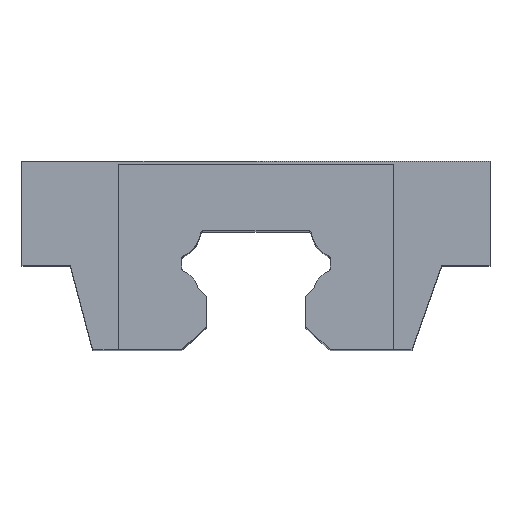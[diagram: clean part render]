
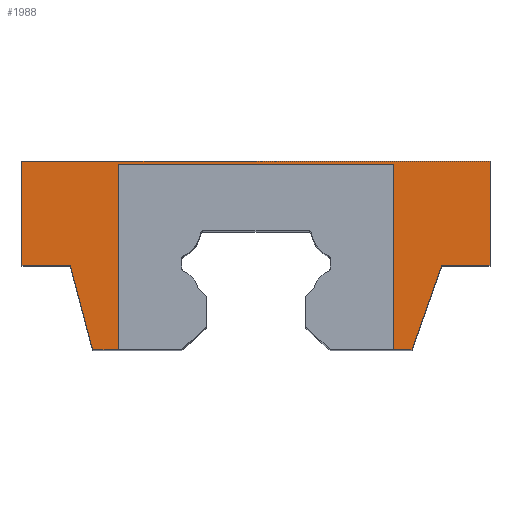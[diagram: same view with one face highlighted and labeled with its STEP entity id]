
A CAD part, top view. The second image highlights one B-rep face of the part: STEP entity #1988.
In plain terms, the highlighted planar face has unit normal (0, 0, 1).
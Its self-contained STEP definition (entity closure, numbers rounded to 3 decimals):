
#1 = EDGE_CURVE ( 'NONE', #1032, #1598, #206, .T. ) ;
#31 = CARTESIAN_POINT ( 'NONE',  ( 0., 4.6, 39.3 ) ) ;
#33 = ORIENTED_EDGE ( 'NONE', *, *, #1290, .F. ) ;
#72 = LINE ( 'NONE', #1778, #1110 ) ;
#94 = DIRECTION ( 'NONE',  ( 1., 0., 0. ) ) ;
#103 = CARTESIAN_POINT ( 'NONE',  ( 17.261, -6.056, 39.3 ) ) ;
#154 = EDGE_CURVE ( 'NONE', #359, #1011, #660, .T. ) ;
#155 = EDGE_CURVE ( 'NONE', #1598, #943, #505, .T. ) ;
#161 = VERTEX_POINT ( 'NONE', #1970 ) ;
#196 = CARTESIAN_POINT ( 'NONE',  ( 0., 4.6, 39.3 ) ) ;
#206 = LINE ( 'NONE', #1274, #213 ) ;
#213 = VECTOR ( 'NONE', #1582, 1000. ) ;
#234 = ORIENTED_EDGE ( 'NONE', *, *, #1550, .F. ) ;
#265 = LINE ( 'NONE', #196, #318 ) ;
#276 = CARTESIAN_POINT ( 'NONE',  ( 0., 16., 39.3 ) ) ;
#289 = VECTOR ( 'NONE', #94, 1000. ) ;
#302 = VECTOR ( 'NONE', #963, 1000. ) ;
#313 = CARTESIAN_POINT ( 'NONE',  ( -18.5, 29.5, 39.3 ) ) ;
#318 = VECTOR ( 'NONE', #507, 1000. ) ;
#336 = CARTESIAN_POINT ( 'NONE',  ( 18.5, 4.6, 39.3 ) ) ;
#354 = LINE ( 'NONE', #1157, #898 ) ;
#359 = VERTEX_POINT ( 'NONE', #313 ) ;
#414 = FACE_OUTER_BOUND ( 'NONE', #699, .T. ) ;
#456 = EDGE_CURVE ( 'NONE', #1021, #558, #1429, .T. ) ;
#471 = VECTOR ( 'NONE', #1208, 1000. ) ;
#489 = CARTESIAN_POINT ( 'NONE',  ( 31.5, 16., 39.3 ) ) ;
#505 = LINE ( 'NONE', #276, #471 ) ;
#507 = DIRECTION ( 'NONE',  ( -1., 0., 0. ) ) ;
#542 = VECTOR ( 'NONE', #1957, 1000. ) ;
#558 = VERTEX_POINT ( 'NONE', #1817 ) ;
#559 = CARTESIAN_POINT ( 'NONE',  ( -31.5, 0., 39.3 ) ) ;
#603 = VECTOR ( 'NONE', #1660, 1000. ) ;
#660 = LINE ( 'NONE', #1895, #1684 ) ;
#699 = EDGE_LOOP ( 'NONE', ( #33, #234, #751, #1122, #1617, #1285, #707, #813, #1009, #1057, #1941, #1796 ) ) ;
#707 = ORIENTED_EDGE ( 'NONE', *, *, #1883, .F. ) ;
#751 = ORIENTED_EDGE ( 'NONE', *, *, #456, .T. ) ;
#775 = CARTESIAN_POINT ( 'NONE',  ( -31.5, 30., 39.3 ) ) ;
#813 = ORIENTED_EDGE ( 'NONE', *, *, #1731, .T. ) ;
#858 = LINE ( 'NONE', #869, #1958 ) ;
#869 = CARTESIAN_POINT ( 'NONE',  ( -19.443, -5.117, 39.3 ) ) ;
#871 = CARTESIAN_POINT ( 'NONE',  ( 18.5, 29.5, 39.3 ) ) ;
#885 = LINE ( 'NONE', #559, #542 ) ;
#898 = VECTOR ( 'NONE', #1614, 1000. ) ;
#943 = VERTEX_POINT ( 'NONE', #1672 ) ;
#960 = VERTEX_POINT ( 'NONE', #1072 ) ;
#963 = DIRECTION ( 'NONE',  ( 0., 1., 0. ) ) ;
#1007 = CARTESIAN_POINT ( 'NONE',  ( 0., 30., 39.3 ) ) ;
#1009 = ORIENTED_EDGE ( 'NONE', *, *, #1199, .T. ) ;
#1011 = VERTEX_POINT ( 'NONE', #1392 ) ;
#1017 = DIRECTION ( 'NONE',  ( 1., 0., 0. ) ) ;
#1021 = VERTEX_POINT ( 'NONE', #1367 ) ;
#1032 = VERTEX_POINT ( 'NONE', #2015 ) ;
#1057 = ORIENTED_EDGE ( 'NONE', *, *, #1270, .T. ) ;
#1072 = CARTESIAN_POINT ( 'NONE',  ( -22., 4.6, 39.3 ) ) ;
#1110 = VECTOR ( 'NONE', #1457, 1000. ) ;
#1122 = ORIENTED_EDGE ( 'NONE', *, *, #1434, .T. ) ;
#1157 = CARTESIAN_POINT ( 'NONE',  ( -18.5, 29.5, 39.3 ) ) ;
#1199 = EDGE_CURVE ( 'NONE', #161, #1475, #72, .T. ) ;
#1208 = DIRECTION ( 'NONE',  ( -1., 0., 0. ) ) ;
#1270 = EDGE_CURVE ( 'NONE', #1475, #960, #858, .T. ) ;
#1274 = CARTESIAN_POINT ( 'NONE',  ( 31.5, 0., 39.3 ) ) ;
#1282 = DIRECTION ( 'NONE',  ( 1., 0., 0. ) ) ;
#1285 = ORIENTED_EDGE ( 'NONE', *, *, #1, .F. ) ;
#1290 = EDGE_CURVE ( 'NONE', #1844, #359, #354, .T. ) ;
#1367 = CARTESIAN_POINT ( 'NONE',  ( 18.5, 4.6, 39.3 ) ) ;
#1392 = CARTESIAN_POINT ( 'NONE',  ( -18.5, 4.6, 39.3 ) ) ;
#1429 = LINE ( 'NONE', #31, #1529 ) ;
#1434 = EDGE_CURVE ( 'NONE', #558, #943, #1671, .T. ) ;
#1457 = DIRECTION ( 'NONE',  ( 1., 0., 0. ) ) ;
#1458 = CARTESIAN_POINT ( 'NONE',  ( 0., 0., 39.3 ) ) ;
#1468 = DIRECTION ( 'NONE',  ( 0.254, -0.967, 0. ) ) ;
#1475 = VERTEX_POINT ( 'NONE', #1699 ) ;
#1480 = AXIS2_PLACEMENT_3D ( 'NONE', #1458, #1779, #1017 ) ;
#1529 = VECTOR ( 'NONE', #1282, 1000. ) ;
#1550 = EDGE_CURVE ( 'NONE', #1021, #1844, #1746, .T. ) ;
#1582 = DIRECTION ( 'NONE',  ( 0., -1., 0. ) ) ;
#1598 = VERTEX_POINT ( 'NONE', #489 ) ;
#1614 = DIRECTION ( 'NONE',  ( -1., 0., 0. ) ) ;
#1617 = ORIENTED_EDGE ( 'NONE', *, *, #155, .F. ) ;
#1637 = PLANE ( 'NONE',  #1480 ) ;
#1650 = VERTEX_POINT ( 'NONE', #775 ) ;
#1660 = DIRECTION ( 'NONE',  ( 0.331, 0.944, 0. ) ) ;
#1671 = LINE ( 'NONE', #103, #603 ) ;
#1672 = CARTESIAN_POINT ( 'NONE',  ( 25., 16., 39.3 ) ) ;
#1684 = VECTOR ( 'NONE', #1745, 1000. ) ;
#1699 = CARTESIAN_POINT ( 'NONE',  ( -25., 16., 39.3 ) ) ;
#1713 = EDGE_CURVE ( 'NONE', #1011, #960, #265, .T. ) ;
#1731 = EDGE_CURVE ( 'NONE', #1650, #161, #885, .T. ) ;
#1745 = DIRECTION ( 'NONE',  ( 0., -1., 0. ) ) ;
#1746 = LINE ( 'NONE', #336, #302 ) ;
#1778 = CARTESIAN_POINT ( 'NONE',  ( 0., 16., 39.3 ) ) ;
#1779 = DIRECTION ( 'NONE',  ( 0., 0., 1. ) ) ;
#1796 = ORIENTED_EDGE ( 'NONE', *, *, #154, .F. ) ;
#1805 = LINE ( 'NONE', #1007, #289 ) ;
#1817 = CARTESIAN_POINT ( 'NONE',  ( 21., 4.6, 39.3 ) ) ;
#1844 = VERTEX_POINT ( 'NONE', #871 ) ;
#1883 = EDGE_CURVE ( 'NONE', #1650, #1032, #1805, .T. ) ;
#1895 = CARTESIAN_POINT ( 'NONE',  ( -18.5, 4.6, 39.3 ) ) ;
#1941 = ORIENTED_EDGE ( 'NONE', *, *, #1713, .F. ) ;
#1957 = DIRECTION ( 'NONE',  ( 0., -1., 0. ) ) ;
#1958 = VECTOR ( 'NONE', #1468, 1000. ) ;
#1970 = CARTESIAN_POINT ( 'NONE',  ( -31.5, 16., 39.3 ) ) ;
#1988 = ADVANCED_FACE ( 'NONE', ( #414 ), #1637, .T. ) ;
#2015 = CARTESIAN_POINT ( 'NONE',  ( 31.5, 30., 39.3 ) ) ;
